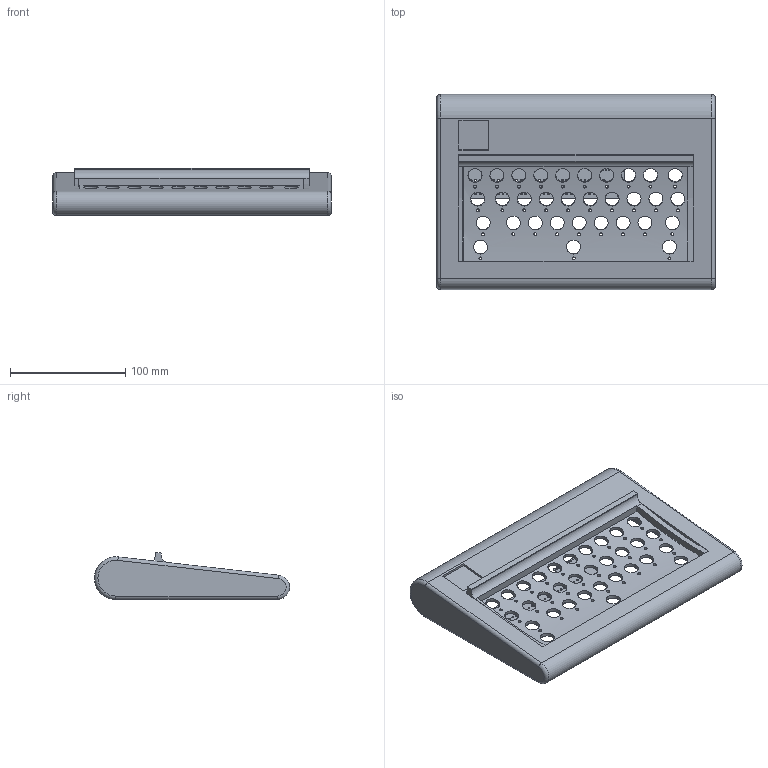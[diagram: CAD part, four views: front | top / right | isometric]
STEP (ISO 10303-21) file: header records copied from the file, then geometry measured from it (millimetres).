
FILE_DESCRIPTION(/* description */ (''),/* implementation_level */ '2;1');
FILE_NAME(/* name */ 'smaller version where I am attempting a cutout v4.step',/* time_stamp */ '2022-08-19T10:53:11-05:00',/* author */ (''),/* organization */ (''),/* preprocessor_version */ 'ST-DEVELOPER v19',/* originating_system */ 'Autodesk Translation Framework v11.7.0.108',/* authorisation */ '');
FILE_SCHEMA (('AUTOMOTIVE_DESIGN { 1 0 10303 214 3 1 1 }'));
Length unit declared in the file: millimetre
Products named in the file (11): model_d_case_v4.0; plate; Case_main_R; SMDModelF; _autosave-SMDModelF PCB; mounting_bracket v1; Component4; dummy solenoid; dumb plug; Component1; Component2
Assembly tree (10 placements, depth 3):
  model_d_case_v4.0
    plate
    Case_main_R
    SMDModelF
      _autosave-SMDModelF PCB
    mounting_bracket v1
    Component4
    dummy solenoid
    dumb plug
      Component1
      Component2
Bounding box: 241.9 x 169.44 x 40.87 mm (x, y, z)
Volume: 387860.4 mm3; surface area: 193850.3 mm2
Topology: 8 solids, 8 shells, 335 faces, 920 edges, 608 vertices
Faces by surface type: cylinder 153, plane 114, bspline 64, torus 4
Full cylindrical faces by diameter (mm): 1 x17, 1.1 x24, 1.152 x3, 1.5 x1, 1.6 x60, 3.3 x4, 4 x10, 4.2 x4, 6 x3, 9.404 x1
Entity records: 25677 total; most frequent: CARTESIAN_POINT 16344, ORIENTED_EDGE 1840, DIRECTION 1630, EDGE_CURVE 920, EDGE_LOOP 718, AXIS2_PLACEMENT_3D 616, VERTEX_POINT 608, LINE 398
